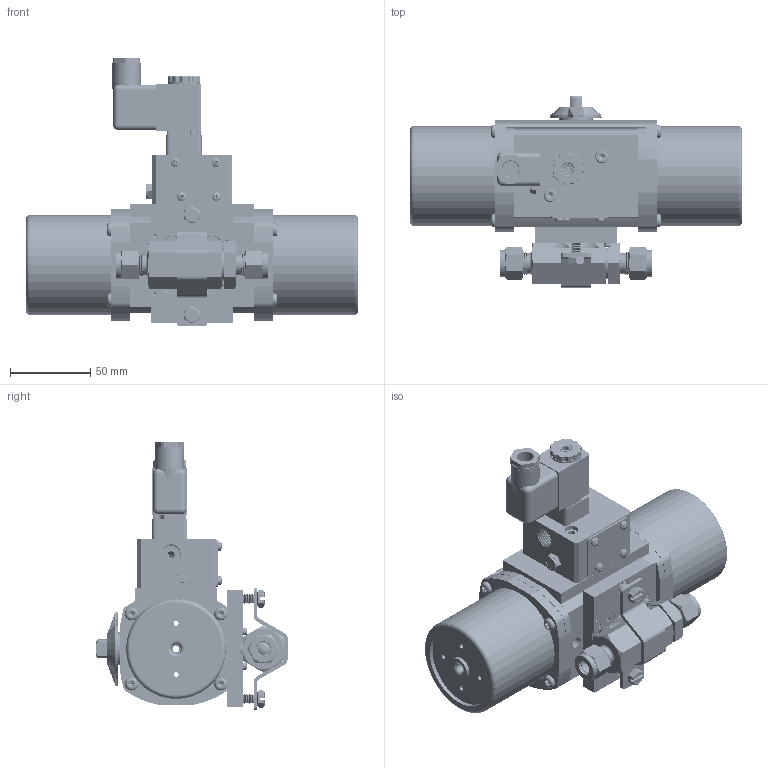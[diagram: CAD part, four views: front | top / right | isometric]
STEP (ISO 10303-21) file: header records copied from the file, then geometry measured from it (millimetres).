
FILE_DESCRIPTION (( 'STEP AP203' ), '1' );
FILE_NAME ('8204XXC6A512SR3GPDS.step', '2018-04-19T16:50:23', ( '' ), ( '' ), 'SwSTEP 2.0', 'SolidWorks 2017', '' );
FILE_SCHEMA (( 'CONFIG_CONTROL_DESIGN' ));
Length unit declared in the file: inch
Products named in the file (1): 8204XXC6A512SR3GPDS
Bounding box: 206.38 x 118.74 x 166.86 mm (x, y, z)
Volume: 550479.5 mm3; surface area: 244360.4 mm2
Topology: 69 solids, 69 shells, 5080 faces, 13237 edges, 8300 vertices
Faces by surface type: cylinder 2546, cone 1332, plane 862, torus 187, bspline 135, sphere 18
Entity records: 194196 total; most frequent: CARTESIAN_POINT 74574, ORIENTED_EDGE 26154, DIRECTION 25053, EDGE_CURVE 13077, AXIS2_PLACEMENT_3D 10042, VERTEX_POINT 8296, EDGE_LOOP 5463, CIRCLE 5096
